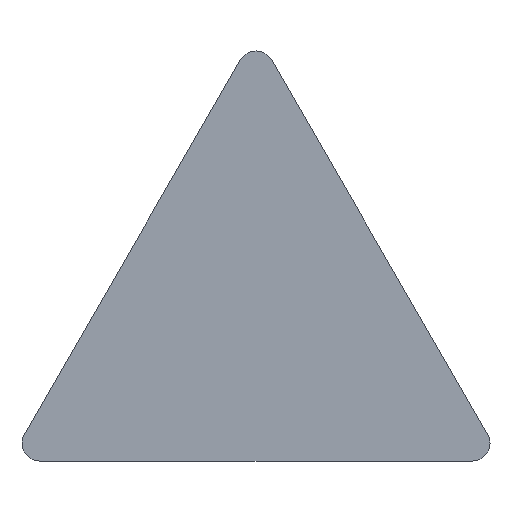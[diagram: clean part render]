
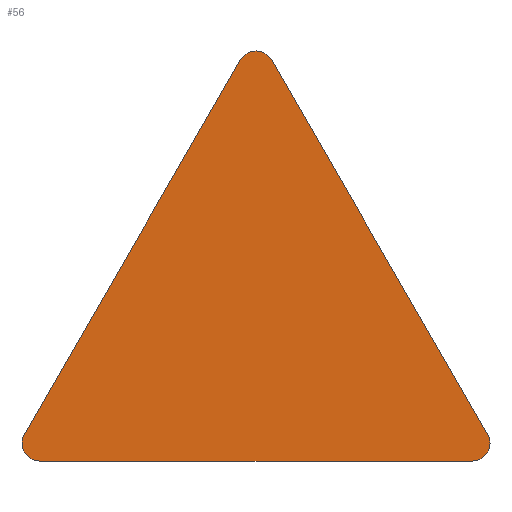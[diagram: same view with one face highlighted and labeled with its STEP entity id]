
A CAD part, top view. The second image highlights one B-rep face of the part: STEP entity #56.
In plain terms, the highlighted planar face has unit normal (0, 0, 1).
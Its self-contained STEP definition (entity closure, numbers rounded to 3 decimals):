
#43=CIRCLE('',#187,0.4);
#45=CIRCLE('',#191,0.4);
#47=CIRCLE('',#195,0.4);
#56=ADVANCED_FACE('',(#69),#61,.F.);
#61=PLANE('',#199);
#69=FACE_OUTER_BOUND('',#77,.T.);
#77=EDGE_LOOP('',(#108,#109,#110,#111,#112,#113));
#108=ORIENTED_EDGE('',*,*,#126,.F.);
#109=ORIENTED_EDGE('',*,*,#142,.F.);
#110=ORIENTED_EDGE('',*,*,#139,.F.);
#111=ORIENTED_EDGE('',*,*,#136,.F.);
#112=ORIENTED_EDGE('',*,*,#133,.F.);
#113=ORIENTED_EDGE('',*,*,#130,.F.);
#114=VERTEX_POINT('',#250);
#115=VERTEX_POINT('',#251);
#118=VERTEX_POINT('',#259);
#120=VERTEX_POINT('',#265);
#122=VERTEX_POINT('',#271);
#124=VERTEX_POINT('',#277);
#126=EDGE_CURVE('',#114,#115,#144,.T.);
#130=EDGE_CURVE('',#115,#118,#43,.T.);
#133=EDGE_CURVE('',#118,#120,#149,.T.);
#136=EDGE_CURVE('',#120,#122,#45,.T.);
#139=EDGE_CURVE('',#122,#124,#153,.T.);
#142=EDGE_CURVE('',#124,#114,#47,.T.);
#144=LINE('',#249,#156);
#149=LINE('',#264,#161);
#153=LINE('',#276,#165);
#156=VECTOR('',#206,1.);
#161=VECTOR('',#219,1.);
#165=VECTOR('',#231,1.);
#187=AXIS2_PLACEMENT_3D('',#258,#212,#213);
#191=AXIS2_PLACEMENT_3D('',#270,#224,#225);
#195=AXIS2_PLACEMENT_3D('',#282,#236,#237);
#199=AXIS2_PLACEMENT_3D('',#286,#244,#245);
#206=DIRECTION('',(-1.,0.,0.));
#212=DIRECTION('',(0.,0.,-1.));
#213=DIRECTION('',(1.,0.,0.));
#219=DIRECTION('',(0.5,0.866,0.));
#224=DIRECTION('',(0.,0.,-1.));
#225=DIRECTION('',(1.,0.,0.));
#231=DIRECTION('',(0.5,-0.866,0.));
#236=DIRECTION('',(0.,0.,-1.));
#237=DIRECTION('',(1.,0.,0.));
#244=DIRECTION('',(0.,0.,-1.));
#245=DIRECTION('',(-1.,0.,0.));
#249=CARTESIAN_POINT('',(4.806,-3.175,0.));
#250=CARTESIAN_POINT('',(4.806,-3.175,0.));
#251=CARTESIAN_POINT('',(-4.806,-3.175,0.));
#258=CARTESIAN_POINT('',(-4.806,-2.775,0.));
#259=CARTESIAN_POINT('',(-5.153,-2.575,0.));
#264=CARTESIAN_POINT('',(-5.153,-2.575,0.));
#265=CARTESIAN_POINT('',(-0.346,5.75,0.));
#270=CARTESIAN_POINT('',(0.,5.55,0.));
#271=CARTESIAN_POINT('',(0.346,5.75,0.));
#276=CARTESIAN_POINT('',(0.346,5.75,0.));
#277=CARTESIAN_POINT('',(5.153,-2.575,0.));
#282=CARTESIAN_POINT('',(4.806,-2.775,0.));
#286=CARTESIAN_POINT('',(-4.806,-2.775,0.));
